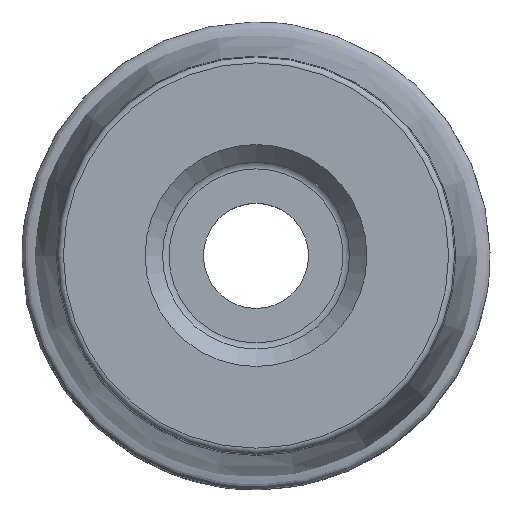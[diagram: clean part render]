
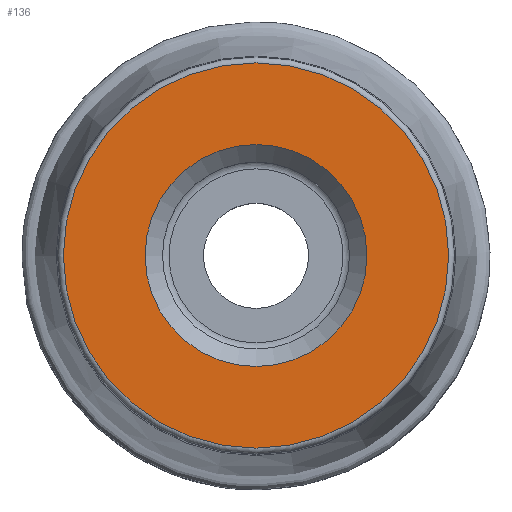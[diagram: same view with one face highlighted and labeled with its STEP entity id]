
A CAD part, top view. The second image highlights one B-rep face of the part: STEP entity #136.
In plain terms, the highlighted planar face has unit normal (0, 0, 1).
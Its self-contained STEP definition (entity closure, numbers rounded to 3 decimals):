
#117=PLANE('',#534);
#136=ADVANCED_FACE('CU_BACK_F001',(#190,#191),#117,.F.);
#190=FACE_BOUND('',#249,.T.);
#191=FACE_BOUND('',#250,.T.);
#249=EDGE_LOOP('',(#307));
#250=EDGE_LOOP('',(#308));
#307=ORIENTED_EDGE('',*,*,#381,.T.);
#308=ORIENTED_EDGE('',*,*,#382,.F.);
#351=VERTEX_POINT('',#761);
#352=VERTEX_POINT('',#763);
#381=EDGE_CURVE('',#351,#351,#410,.T.);
#382=EDGE_CURVE('',#352,#352,#411,.T.);
#410=CIRCLE('',#532,16.5);
#411=CIRCLE('',#533,9.505);
#532=AXIS2_PLACEMENT_3D('',#760,#640,#641);
#533=AXIS2_PLACEMENT_3D('',#762,#642,#643);
#534=AXIS2_PLACEMENT_3D('',#764,#644,#645);
#640=DIRECTION('',(0.,0.,1.));
#641=DIRECTION('',(-1.,0.,0.));
#642=DIRECTION('',(0.,0.,1.));
#643=DIRECTION('',(1.,0.,0.));
#644=DIRECTION('',(0.,0.,-1.));
#645=DIRECTION('',(-1.,0.,0.));
#760=CARTESIAN_POINT('',(0.,0.,0.));
#761=CARTESIAN_POINT('',(-16.5,0.,0.));
#762=CARTESIAN_POINT('',(0.,0.,0.));
#763=CARTESIAN_POINT('',(9.505,0.,0.));
#764=CARTESIAN_POINT('',(-17.,0.,0.));
